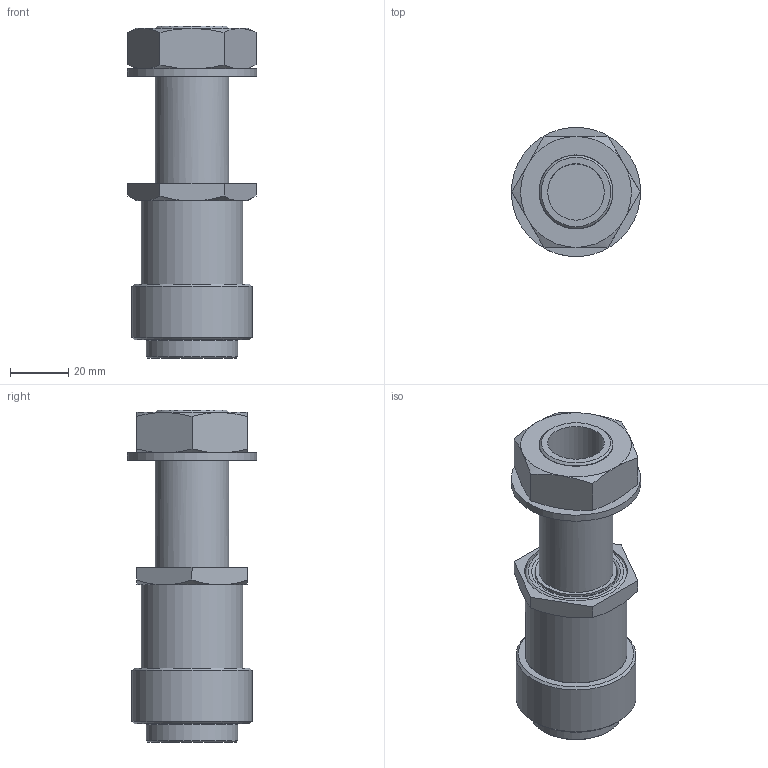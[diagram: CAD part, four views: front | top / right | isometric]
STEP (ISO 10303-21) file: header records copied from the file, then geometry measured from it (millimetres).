
FILE_DESCRIPTION(/* description */ (''),/* implementation_level */ '2;1');
FILE_NAME(/* name */ '2000057a.stp',/* time_stamp */ '2019-07-12T08:18:30-04:00',/* author */ ('Glen_C'),/* organization */ (''),/* preprocessor_version */ 'ST-DEVELOPER v16.13',/* originating_system */ 'Autodesk Inventor 2018',/* authorisation */ '');
FILE_SCHEMA (('AUTOMOTIVE_DESIGN { 1 0 10303 214 3 1 1 }'));
Length unit declared in the file: inch
Products named in the file (1): 2000057_S
Bounding box: 44.34 x 44.34 x 114.05 mm (x, y, z)
Volume: 67819.7 mm3; surface area: 29785.8 mm2
Topology: 1 solids, 1 shells, 91 faces, 198 edges, 123 vertices
Faces by surface type: cone 35, plane 31, cylinder 21, torus 4
Full cylindrical faces by diameter (mm): 19.431 x1, 25.349 x2, 25.4 x3, 25.654 x1, 25.781 x2, 28.194 x1, 28.372 x1, 31.496 x1, 32.893 x1, 33.553 x1, 34.925 x2, 35.306 x1, 41.275 x1, 44.45 x1
Entity records: 3029 total; most frequent: CARTESIAN_POINT 1109, DIRECTION 372, ORIENTED_EDGE 316, AXIS2_PLACEMENT_3D 173, EDGE_CURVE 158, EDGE_LOOP 142, VERTEX_POINT 116, STYLED_ITEM 92
